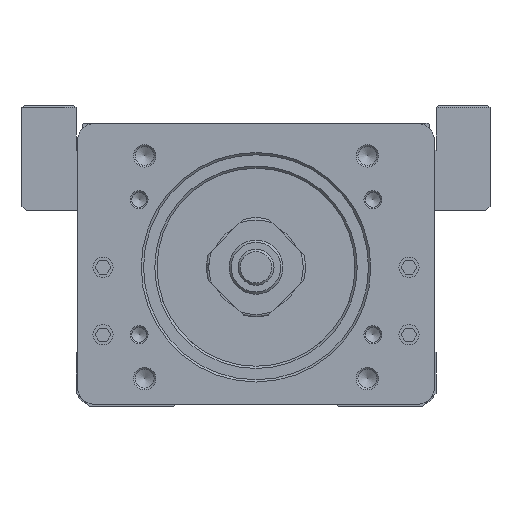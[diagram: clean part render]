
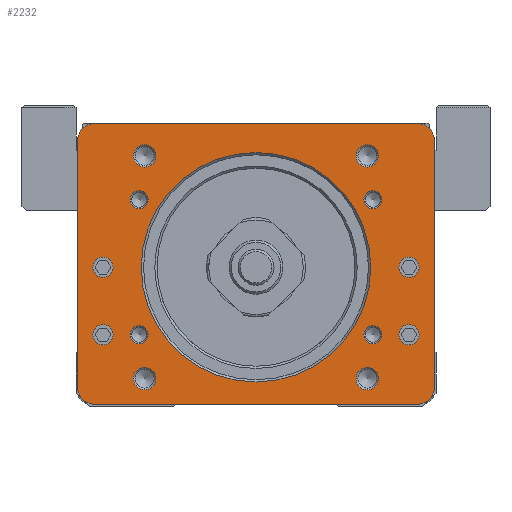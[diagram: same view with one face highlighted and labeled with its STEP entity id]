
A CAD part, front view. The second image highlights one B-rep face of the part: STEP entity #2232.
In plain terms, the highlighted planar face has unit normal (0, -1, 0).
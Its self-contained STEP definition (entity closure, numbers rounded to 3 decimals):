
#1180=FACE_BOUND('',#5608,.T.);
#1181=FACE_BOUND('',#5609,.T.);
#1182=FACE_BOUND('',#5610,.T.);
#1183=FACE_BOUND('',#5611,.T.);
#1184=FACE_BOUND('',#5612,.T.);
#1185=FACE_BOUND('',#5613,.T.);
#1186=FACE_BOUND('',#5614,.T.);
#1187=FACE_BOUND('',#5615,.T.);
#1188=FACE_BOUND('',#5616,.T.);
#1189=FACE_BOUND('',#5617,.T.);
#1190=FACE_BOUND('',#5618,.T.);
#1191=FACE_BOUND('',#5619,.T.);
#1192=FACE_BOUND('',#5620,.T.);
#1193=FACE_BOUND('',#5621,.T.);
#2232=ADVANCED_FACE('',(#1180,#1181,#1182,#1183,#1184,#1185,#1186,#1187,
#1188,#1189,#1190,#1191,#1192,#1193),#3387,.T.);
#3387=PLANE('',#24018);
#5608=EDGE_LOOP('',(#9691));
#5609=EDGE_LOOP('',(#9692));
#5610=EDGE_LOOP('',(#9693));
#5611=EDGE_LOOP('',(#9694));
#5612=EDGE_LOOP('',(#9695));
#5613=EDGE_LOOP('',(#9696));
#5614=EDGE_LOOP('',(#9697));
#5615=EDGE_LOOP('',(#9698));
#5616=EDGE_LOOP('',(#9699));
#5617=EDGE_LOOP('',(#9700));
#5618=EDGE_LOOP('',(#9701));
#5619=EDGE_LOOP('',(#9702));
#5620=EDGE_LOOP('',(#9703));
#5621=EDGE_LOOP('',(#9704,#9705,#9706,#9707,#9708,#9709,#9710,#9711));
#6943=CIRCLE('',#23881,4.);
#6944=CIRCLE('',#23883,4.);
#6945=CIRCLE('',#23885,2.);
#6946=CIRCLE('',#23887,2.);
#6947=CIRCLE('',#23889,2.);
#6948=CIRCLE('',#23891,2.);
#6949=CIRCLE('',#23893,2.5);
#6950=CIRCLE('',#23895,2.5);
#6951=CIRCLE('',#23897,2.5);
#6952=CIRCLE('',#23899,2.5);
#6953=CIRCLE('',#23901,25.5);
#6958=CIRCLE('',#23910,2.25);
#6960=CIRCLE('',#23913,2.25);
#6962=CIRCLE('',#23916,2.25);
#6964=CIRCLE('',#23919,2.25);
#7008=CIRCLE('',#24014,4.);
#7010=CIRCLE('',#24017,4.);
#9691=ORIENTED_EDGE('',*,*,#16863,.T.);
#9692=ORIENTED_EDGE('',*,*,#16862,.T.);
#9693=ORIENTED_EDGE('',*,*,#16861,.T.);
#9694=ORIENTED_EDGE('',*,*,#16860,.T.);
#9695=ORIENTED_EDGE('',*,*,#16859,.T.);
#9696=ORIENTED_EDGE('',*,*,#16858,.T.);
#9697=ORIENTED_EDGE('',*,*,#16857,.T.);
#9698=ORIENTED_EDGE('',*,*,#16856,.T.);
#9699=ORIENTED_EDGE('',*,*,#16855,.T.);
#9700=ORIENTED_EDGE('',*,*,#16875,.T.);
#9701=ORIENTED_EDGE('',*,*,#16873,.T.);
#9702=ORIENTED_EDGE('',*,*,#16871,.T.);
#9703=ORIENTED_EDGE('',*,*,#16869,.T.);
#9704=ORIENTED_EDGE('',*,*,#16983,.T.);
#9705=ORIENTED_EDGE('',*,*,#15881,.T.);
#9706=ORIENTED_EDGE('',*,*,#16985,.T.);
#9707=ORIENTED_EDGE('',*,*,#16976,.T.);
#9708=ORIENTED_EDGE('',*,*,#16853,.T.);
#9709=ORIENTED_EDGE('',*,*,#16917,.T.);
#9710=ORIENTED_EDGE('',*,*,#16850,.T.);
#9711=ORIENTED_EDGE('',*,*,#16969,.T.);
#13695=VERTEX_POINT('',#32007);
#13696=VERTEX_POINT('',#32009);
#14396=VERTEX_POINT('',#35057);
#14397=VERTEX_POINT('',#35059);
#14398=VERTEX_POINT('',#35063);
#14399=VERTEX_POINT('',#35065);
#14400=VERTEX_POINT('',#35069);
#14401=VERTEX_POINT('',#35072);
#14402=VERTEX_POINT('',#35075);
#14403=VERTEX_POINT('',#35078);
#14404=VERTEX_POINT('',#35081);
#14405=VERTEX_POINT('',#35084);
#14406=VERTEX_POINT('',#35087);
#14407=VERTEX_POINT('',#35090);
#14408=VERTEX_POINT('',#35093);
#14413=VERTEX_POINT('',#35108);
#14415=VERTEX_POINT('',#35113);
#14417=VERTEX_POINT('',#35118);
#14419=VERTEX_POINT('',#35123);
#14480=VERTEX_POINT('',#35423);
#14483=VERTEX_POINT('',#35435);
#15881=EDGE_CURVE('',#13696,#13695,#18897,.T.);
#16850=EDGE_CURVE('',#14397,#14396,#6943,.T.);
#16853=EDGE_CURVE('',#14399,#14398,#6944,.T.);
#16855=EDGE_CURVE('',#14400,#14400,#6945,.T.);
#16856=EDGE_CURVE('',#14401,#14401,#6946,.T.);
#16857=EDGE_CURVE('',#14402,#14402,#6947,.T.);
#16858=EDGE_CURVE('',#14403,#14403,#6948,.T.);
#16859=EDGE_CURVE('',#14404,#14404,#6949,.T.);
#16860=EDGE_CURVE('',#14405,#14405,#6950,.T.);
#16861=EDGE_CURVE('',#14406,#14406,#6951,.T.);
#16862=EDGE_CURVE('',#14407,#14407,#6952,.T.);
#16863=EDGE_CURVE('',#14408,#14408,#6953,.T.);
#16869=EDGE_CURVE('',#14413,#14413,#6958,.T.);
#16871=EDGE_CURVE('',#14415,#14415,#6960,.T.);
#16873=EDGE_CURVE('',#14417,#14417,#6962,.T.);
#16875=EDGE_CURVE('',#14419,#14419,#6964,.T.);
#16917=EDGE_CURVE('',#14398,#14397,#19616,.T.);
#16969=EDGE_CURVE('',#14396,#14480,#19641,.T.);
#16976=EDGE_CURVE('',#14483,#14399,#19648,.T.);
#16983=EDGE_CURVE('',#14480,#13696,#7008,.T.);
#16985=EDGE_CURVE('',#13695,#14483,#7010,.T.);
#18897=LINE('',#32008,#21076);
#19616=LINE('',#35268,#21816);
#19641=LINE('',#35424,#21841);
#19648=LINE('',#35434,#21848);
#21076=VECTOR('',#25542,1.);
#21816=VECTOR('',#27628,1.);
#21841=VECTOR('',#27757,1.);
#21848=VECTOR('',#27766,1.);
#23881=AXIS2_PLACEMENT_3D('',#35058,#27467,#27468);
#23883=AXIS2_PLACEMENT_3D('',#35064,#27473,#27474);
#23885=AXIS2_PLACEMENT_3D('',#35068,#27478,#27479);
#23887=AXIS2_PLACEMENT_3D('',#35071,#27482,#27483);
#23889=AXIS2_PLACEMENT_3D('',#35074,#27486,#27487);
#23891=AXIS2_PLACEMENT_3D('',#35077,#27490,#27491);
#23893=AXIS2_PLACEMENT_3D('',#35080,#27494,#27495);
#23895=AXIS2_PLACEMENT_3D('',#35083,#27498,#27499);
#23897=AXIS2_PLACEMENT_3D('',#35086,#27502,#27503);
#23899=AXIS2_PLACEMENT_3D('',#35089,#27506,#27507);
#23901=AXIS2_PLACEMENT_3D('',#35092,#27510,#27511);
#23910=AXIS2_PLACEMENT_3D('',#35107,#27529,#27530);
#23913=AXIS2_PLACEMENT_3D('',#35112,#27535,#27536);
#23916=AXIS2_PLACEMENT_3D('',#35117,#27541,#27542);
#23919=AXIS2_PLACEMENT_3D('',#35122,#27547,#27548);
#24014=AXIS2_PLACEMENT_3D('',#35451,#27793,#27794);
#24017=AXIS2_PLACEMENT_3D('',#35454,#27799,#27800);
#24018=AXIS2_PLACEMENT_3D('',#35455,#27801,#27802);
#25542=DIRECTION('',(1.,0.,0.));
#27467=DIRECTION('',(0.,-1.,0.));
#27468=DIRECTION('',(1.,0.,0.));
#27473=DIRECTION('',(0.,-1.,0.));
#27474=DIRECTION('',(1.,0.,0.));
#27478=DIRECTION('',(0.,1.,0.));
#27479=DIRECTION('',(0.,0.,-1.));
#27482=DIRECTION('',(0.,1.,0.));
#27483=DIRECTION('',(0.,0.,-1.));
#27486=DIRECTION('',(0.,1.,0.));
#27487=DIRECTION('',(0.,0.,-1.));
#27490=DIRECTION('',(0.,1.,0.));
#27491=DIRECTION('',(0.,0.,-1.));
#27494=DIRECTION('',(0.,1.,0.));
#27495=DIRECTION('',(0.,0.,-1.));
#27498=DIRECTION('',(0.,1.,0.));
#27499=DIRECTION('',(0.,0.,-1.));
#27502=DIRECTION('',(0.,1.,0.));
#27503=DIRECTION('',(0.,0.,-1.));
#27506=DIRECTION('',(0.,1.,0.));
#27507=DIRECTION('',(0.,0.,-1.));
#27510=DIRECTION('',(0.,1.,0.));
#27511=DIRECTION('',(0.,0.,-1.));
#27529=DIRECTION('',(0.,1.,0.));
#27530=DIRECTION('',(0.,0.,-1.));
#27535=DIRECTION('',(0.,1.,0.));
#27536=DIRECTION('',(0.,0.,-1.));
#27541=DIRECTION('',(0.,1.,0.));
#27542=DIRECTION('',(0.,0.,-1.));
#27547=DIRECTION('',(0.,1.,0.));
#27548=DIRECTION('',(0.,0.,-1.));
#27628=DIRECTION('',(-1.,0.,0.));
#27757=DIRECTION('',(0.,0.,-1.));
#27766=DIRECTION('',(0.,0.,1.));
#27793=DIRECTION('',(0.,-1.,0.));
#27794=DIRECTION('',(1.,0.,0.));
#27799=DIRECTION('',(0.,-1.,0.));
#27800=DIRECTION('',(1.,0.,0.));
#27801=DIRECTION('',(0.,-1.,0.));
#27802=DIRECTION('',(0.,0.,1.));
#32007=CARTESIAN_POINT('',(35.7,-243.7,-18.5));
#32008=CARTESIAN_POINT('',(-35.7,-243.7,-18.5));
#32009=CARTESIAN_POINT('',(-35.7,-243.7,-18.5));
#35057=CARTESIAN_POINT('',(-39.7,-243.7,40.));
#35058=CARTESIAN_POINT('',(-35.7,-243.7,40.));
#35059=CARTESIAN_POINT('',(-35.7,-243.7,44.));
#35063=CARTESIAN_POINT('',(35.7,-243.7,44.));
#35064=CARTESIAN_POINT('',(35.7,-243.7,40.));
#35065=CARTESIAN_POINT('',(39.7,-243.7,40.));
#35068=CARTESIAN_POINT('',(-25.981,-243.7,27.));
#35069=CARTESIAN_POINT('',(-25.981,-243.7,25.));
#35071=CARTESIAN_POINT('',(-25.981,-243.7,-3.));
#35072=CARTESIAN_POINT('',(-25.981,-243.7,-5.));
#35074=CARTESIAN_POINT('',(25.981,-243.7,27.));
#35075=CARTESIAN_POINT('',(25.981,-243.7,25.));
#35077=CARTESIAN_POINT('',(25.981,-243.7,-3.));
#35078=CARTESIAN_POINT('',(25.981,-243.7,-5.));
#35080=CARTESIAN_POINT('',(24.749,-243.7,36.749));
#35081=CARTESIAN_POINT('',(24.749,-243.7,34.249));
#35083=CARTESIAN_POINT('',(24.749,-243.7,-12.749));
#35084=CARTESIAN_POINT('',(24.749,-243.7,-15.249));
#35086=CARTESIAN_POINT('',(-24.749,-243.7,-12.749));
#35087=CARTESIAN_POINT('',(-24.749,-243.7,-15.249));
#35089=CARTESIAN_POINT('',(-24.749,-243.7,36.749));
#35090=CARTESIAN_POINT('',(-24.749,-243.7,34.249));
#35092=CARTESIAN_POINT('',(0.,-243.7,12.));
#35093=CARTESIAN_POINT('',(0.,-243.7,-13.5));
#35107=CARTESIAN_POINT('',(34.,-243.7,12.));
#35108=CARTESIAN_POINT('',(34.,-243.7,9.75));
#35112=CARTESIAN_POINT('',(34.,-243.7,-3.));
#35113=CARTESIAN_POINT('',(34.,-243.7,-5.25));
#35117=CARTESIAN_POINT('',(-34.,-243.7,12.));
#35118=CARTESIAN_POINT('',(-34.,-243.7,9.75));
#35122=CARTESIAN_POINT('',(-34.,-243.7,-3.));
#35123=CARTESIAN_POINT('',(-34.,-243.7,-5.25));
#35268=CARTESIAN_POINT('',(35.7,-243.7,44.));
#35423=CARTESIAN_POINT('',(-39.7,-243.7,-14.5));
#35424=CARTESIAN_POINT('',(-39.7,-243.7,40.));
#35434=CARTESIAN_POINT('',(39.7,-243.7,-14.5));
#35435=CARTESIAN_POINT('',(39.7,-243.7,-14.5));
#35451=CARTESIAN_POINT('',(-35.7,-243.7,-14.5));
#35454=CARTESIAN_POINT('',(35.7,-243.7,-14.5));
#35455=CARTESIAN_POINT('',(-35.7,-243.7,-14.5));
